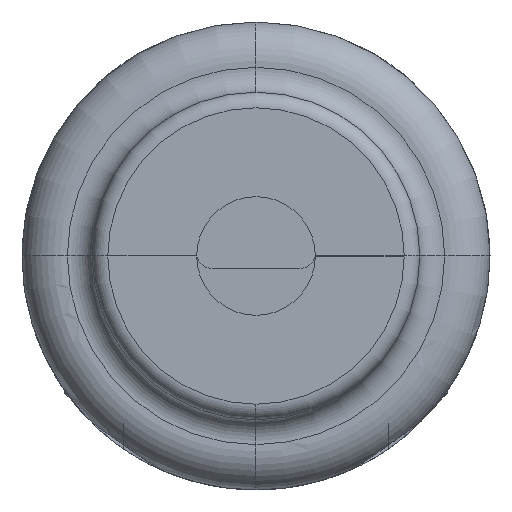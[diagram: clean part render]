
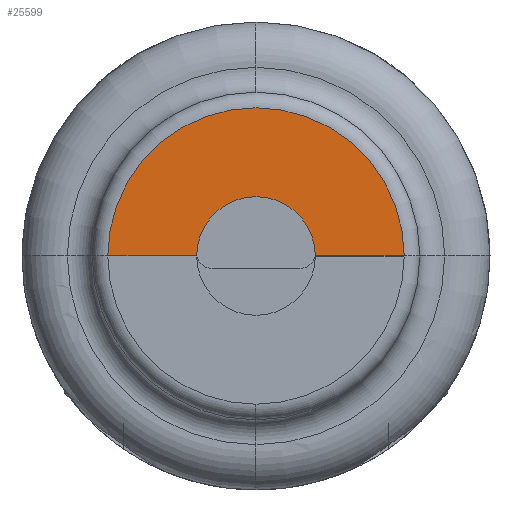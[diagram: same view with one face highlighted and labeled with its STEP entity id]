
A CAD part, front view. The second image highlights one B-rep face of the part: STEP entity #25599.
In plain terms, the highlighted face is planar.
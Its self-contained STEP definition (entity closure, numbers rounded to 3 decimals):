
#214 = ORIENTED_EDGE ( 'NONE', *, *, #4623, .F. ) ;
#735 = CARTESIAN_POINT ( 'NONE',  ( -47., 0., 0. ) ) ;
#1695 = VERTEX_POINT ( 'NONE', #6724 ) ;
#2422 = EDGE_CURVE ( 'NONE', #25403, #34342, #11809, .T. ) ;
#4568 = CIRCLE ( 'NONE', #26025, 1.9 ) ;
#4623 = EDGE_CURVE ( 'NONE', #25403, #26706, #18576, .T. ) ;
#4765 = DIRECTION ( 'NONE',  ( 0., 0., -1. ) ) ;
#6724 = CARTESIAN_POINT ( 'NONE',  ( -47., 0., 1.9 ) ) ;
#7435 = DIRECTION ( 'NONE',  ( -1., 0., 0. ) ) ;
#7859 = DIRECTION ( 'NONE',  ( 0., 0., 1. ) ) ;
#7960 = LINE ( 'NONE', #21004, #26936 ) ;
#9804 = PLANE ( 'NONE',  #11439 ) ;
#11285 = VECTOR ( 'NONE', #27936, 1000. ) ;
#11439 = AXIS2_PLACEMENT_3D ( 'NONE', #18976, #25279, #19585 ) ;
#11781 = ORIENTED_EDGE ( 'NONE', *, *, #14717, .F. ) ;
#11809 = CIRCLE ( 'NONE', #32627, 4.75 ) ;
#13016 = AXIS2_PLACEMENT_3D ( 'NONE', #29056, #32304, #7859 ) ;
#14184 = ORIENTED_EDGE ( 'NONE', *, *, #21332, .F. ) ;
#14486 = DIRECTION ( 'NONE',  ( 0., 1., 0. ) ) ;
#14717 = EDGE_CURVE ( 'NONE', #1695, #25140, #4568, .T. ) ;
#17138 = CARTESIAN_POINT ( 'NONE',  ( -47., -1.9, 0. ) ) ;
#18427 = CARTESIAN_POINT ( 'NONE',  ( -47., 1.9, 0. ) ) ;
#18576 = LINE ( 'NONE', #30988, #11285 ) ;
#18976 = CARTESIAN_POINT ( 'NONE',  ( -47., 5.25, 0. ) ) ;
#19585 = DIRECTION ( 'NONE',  ( 0., 0., -1. ) ) ;
#20387 = CARTESIAN_POINT ( 'NONE',  ( -47., 0., 0. ) ) ;
#21004 = CARTESIAN_POINT ( 'NONE',  ( -47., 5.25, 0. ) ) ;
#21232 = CARTESIAN_POINT ( 'NONE',  ( -47., -4.75, 0. ) ) ;
#21332 = EDGE_CURVE ( 'NONE', #25140, #34342, #7960, .T. ) ;
#22041 = FACE_OUTER_BOUND ( 'NONE', #34118, .T. ) ;
#24559 = ORIENTED_EDGE ( 'NONE', *, *, #2422, .T. ) ;
#24626 = ORIENTED_EDGE ( 'NONE', *, *, #32356, .F. ) ;
#25140 = VERTEX_POINT ( 'NONE', #18427 ) ;
#25279 = DIRECTION ( 'NONE',  ( 1., 0., 0. ) ) ;
#25403 = VERTEX_POINT ( 'NONE', #21232 ) ;
#25599 = ADVANCED_FACE ( 'NONE', ( #22041 ), #9804, .F. ) ;
#26025 = AXIS2_PLACEMENT_3D ( 'NONE', #20387, #26678, #33600 ) ;
#26530 = CARTESIAN_POINT ( 'NONE',  ( -47., 4.75, 0. ) ) ;
#26678 = DIRECTION ( 'NONE',  ( -1., 0., 0. ) ) ;
#26706 = VERTEX_POINT ( 'NONE', #17138 ) ;
#26936 = VECTOR ( 'NONE', #14486, 1000. ) ;
#27936 = DIRECTION ( 'NONE',  ( 0., 1., 0. ) ) ;
#29056 = CARTESIAN_POINT ( 'NONE',  ( -47., 0., 0. ) ) ;
#30574 = CIRCLE ( 'NONE', #13016, 1.9 ) ;
#30988 = CARTESIAN_POINT ( 'NONE',  ( -47., 5.25, 0. ) ) ;
#32304 = DIRECTION ( 'NONE',  ( -1., 0., 0. ) ) ;
#32356 = EDGE_CURVE ( 'NONE', #26706, #1695, #30574, .T. ) ;
#32627 = AXIS2_PLACEMENT_3D ( 'NONE', #735, #7435, #4765 ) ;
#33600 = DIRECTION ( 'NONE',  ( 0., 0., 1. ) ) ;
#34118 = EDGE_LOOP ( 'NONE', ( #214, #24559, #14184, #11781, #24626 ) ) ;
#34342 = VERTEX_POINT ( 'NONE', #26530 ) ;
